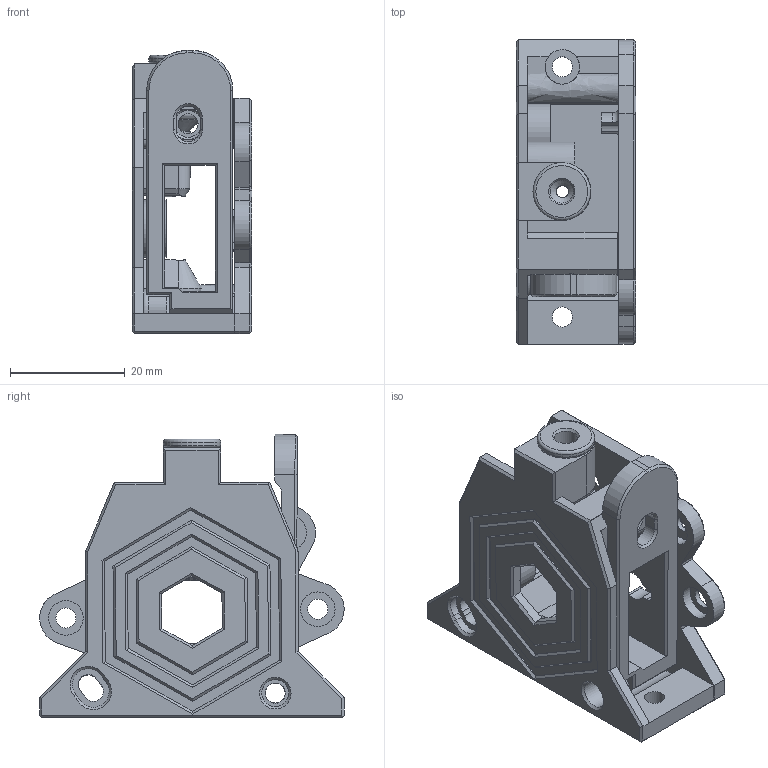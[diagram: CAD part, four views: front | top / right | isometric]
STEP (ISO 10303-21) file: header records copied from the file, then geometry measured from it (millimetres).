
FILE_DESCRIPTION(/* description */ (''),/* implementation_level */ '2;1');
FILE_NAME(/* name */ 'Roundtrip_TBG_v1.step',/* time_stamp */ '2023-03-12T21:04:18Z',/* author */ (''),/* organization */ (''),/* preprocessor_version */ 'ST-DEVELOPER v19.2',/* originating_system */ 'Autodesk Translation Framework v11.17.0.187',/* authorisation */ '');
FILE_SCHEMA (('AUTOMOTIVE_DESIGN { 1 0 10303 214 3 1 1 }'));
Length unit declared in the file: millimetre
Products named in the file (5): Roundtrip_TBG_Small_v1; Guidler; Front; Collet; Back
Assembly tree (4 placements, depth 2):
  Roundtrip_TBG_Small_v1
    Guidler
    Front
    Collet
    Back
Bounding box: 20.86 x 53.03 x 49.25 mm (x, y, z)
Volume: 15728.8 mm3; surface area: 14370.5 mm2
Topology: 4 solids, 4 shells, 430 faces, 1115 edges, 705 vertices
Faces by surface type: plane 271, cylinder 84, cone 39, bspline 29, torus 7
Full cylindrical faces by diameter (mm): 2.15 x2, 2.5 x1, 3.5 x9, 4 x1, 4.2 x1, 4.3 x1, 4.7 x3, 5 x1, 6 x6, 6.2 x2, 6.5 x1, 8 x2, 8.2 x1, 10 x2, 20 x1
Entity records: 14575 total; most frequent: CARTESIAN_POINT 3912, ORIENTED_EDGE 2230, DIRECTION 2098, EDGE_CURVE 1115, LINE 746, VECTOR 746, VERTEX_POINT 705, AXIS2_PLACEMENT_3D 676
